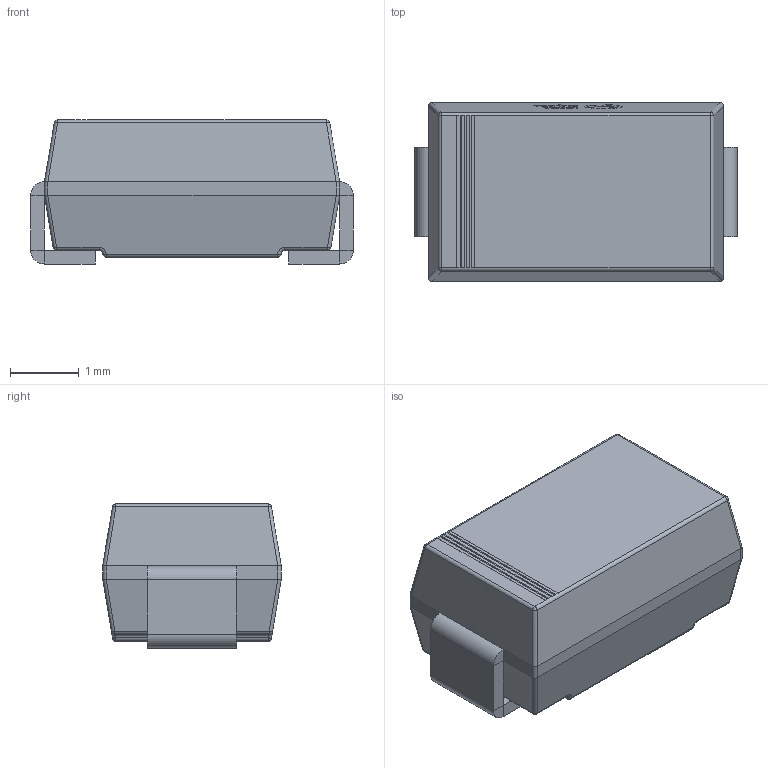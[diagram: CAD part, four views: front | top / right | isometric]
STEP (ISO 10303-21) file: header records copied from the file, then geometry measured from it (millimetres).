
FILE_DESCRIPTION (( 'STEP AP214' ), '1' );
FILE_NAME ('DO-214AC_L4.3-W2.7-LS5.3-RD.step', '2022-07-04T10:22:35', ( '' ), ( '' ), 'SwSTEP 2.0', 'SolidWorks 2020', '' );
FILE_SCHEMA (( 'AUTOMOTIVE_DESIGN' ));
Length unit declared in the file: millimetre
Products named in the file (1): DO-214AC_L4.3-W2.7-LS5.3-RD
Bounding box: 4.7 x 2.6 x 2.1 mm (x, y, z)
Volume: 21.2 mm3; surface area: 52.6 mm2
Topology: 1 solids, 1 shells, 340 faces, 877 edges, 554 vertices
Faces by surface type: plane 194, bspline 102, cylinder 32, sphere 12
Entity records: 14475 total; most frequent: CARTESIAN_POINT 3218, ORIENTED_EDGE 1754, DIRECTION 1171, EDGE_CURVE 877, LINE 597, VECTOR 597, VERTEX_POINT 554, EDGE_LOOP 359
